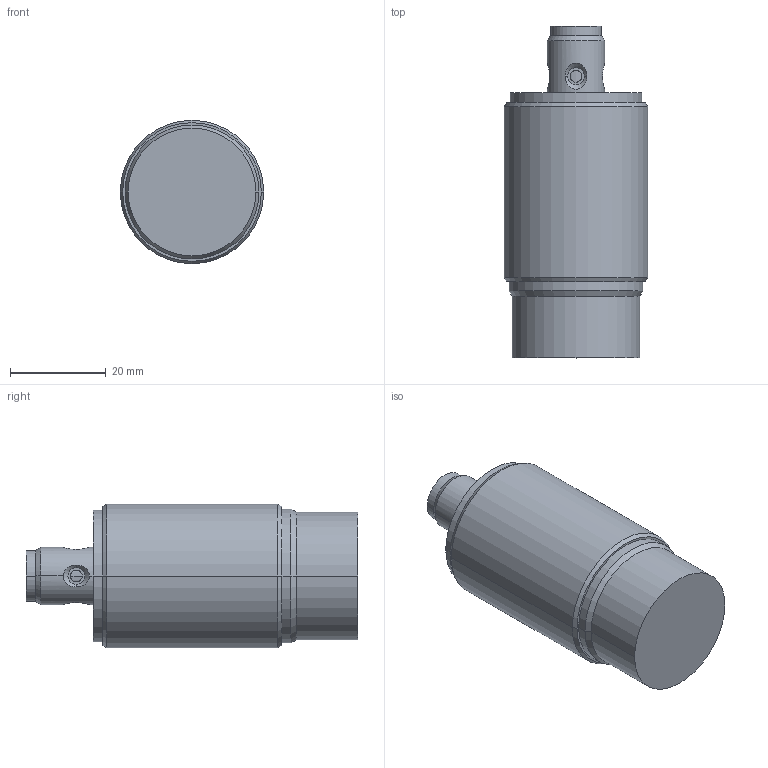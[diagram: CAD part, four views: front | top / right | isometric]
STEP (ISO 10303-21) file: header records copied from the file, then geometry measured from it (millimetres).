
FILE_DESCRIPTION((''),'2;1');
FILE_NAME('DM_CAD-2740_SW0001','2017-07-11T',('creinig-se'),(''),'PRO/ENGINEER BY PARAMETRIC TECHNOLOGY CORPORATION, 2015440','PRO/ENGINEER BY PARAMETRIC TECHNOLOGY CORPORATION, 2015440','');
FILE_SCHEMA(('CONFIG_CONTROL_DESIGN'));
Length unit declared in the file: millimetre
Products named in the file (1): DM_CAD-2740_SW0001
Bounding box: 30 x 69.4 x 30 mm (x, y, z)
Volume: 37479.5 mm3; surface area: 8115.9 mm2
Topology: 1 solids, 1 shells, 193 faces, 559 edges, 408 vertices
Faces by surface type: cylinder 73, plane 44, bspline 32, cone 28, sphere 16
Entity records: 9795 total; most frequent: CARTESIAN_POINT 3560, ORIENTED_EDGE 984, DIRECTION 921, EDGE_CURVE 492, AXIS2_PLACEMENT_3D 360, VERTEX_POINT 306, PRESENTATION_STYLE_ASSIGNMENT 245, STYLED_ITEM 245
